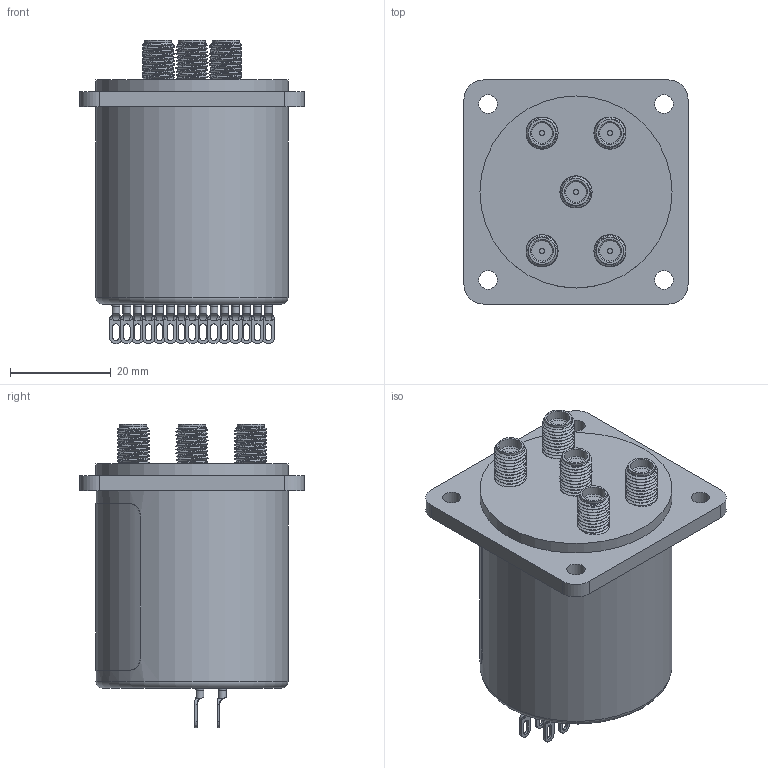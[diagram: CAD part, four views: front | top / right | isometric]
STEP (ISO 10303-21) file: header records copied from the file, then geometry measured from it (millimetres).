
FILE_DESCRIPTION (( 'STEP AP203' ), '1' );
FILE_NAME ('FMSW6408_3D.step', '2022-08-04T19:49:13', ( '' ), ( '' ), 'SwSTEP 2.0', 'SolidWorks 2021', '' );
FILE_SCHEMA (( 'CONFIG_CONTROL_DESIGN' ));
Length unit declared in the file: inch
Products named in the file (1): FMSW6408_3D
Bounding box: 44.45 x 44.45 x 60.2 mm (x, y, z)
Volume: 54126.3 mm3; surface area: 11406.9 mm2
Topology: 1 solids, 1 shells, 548 faces, 1478 edges, 954 vertices
Faces by surface type: plane 244, cylinder 155, bspline 123, torus 16, cone 10
Full cylindrical faces by diameter (mm): 1.016 x5, 1.524 x15, 3.658 x4, 4.572 x5, 5.385 x5, 38.1 x2
Entity records: 32056 total; most frequent: CARTESIAN_POINT 19826, ORIENTED_EDGE 2688, DIRECTION 2052, EDGE_CURVE 1344, VERTEX_POINT 912, EDGE_LOOP 700, LINE 700, VECTOR 700
